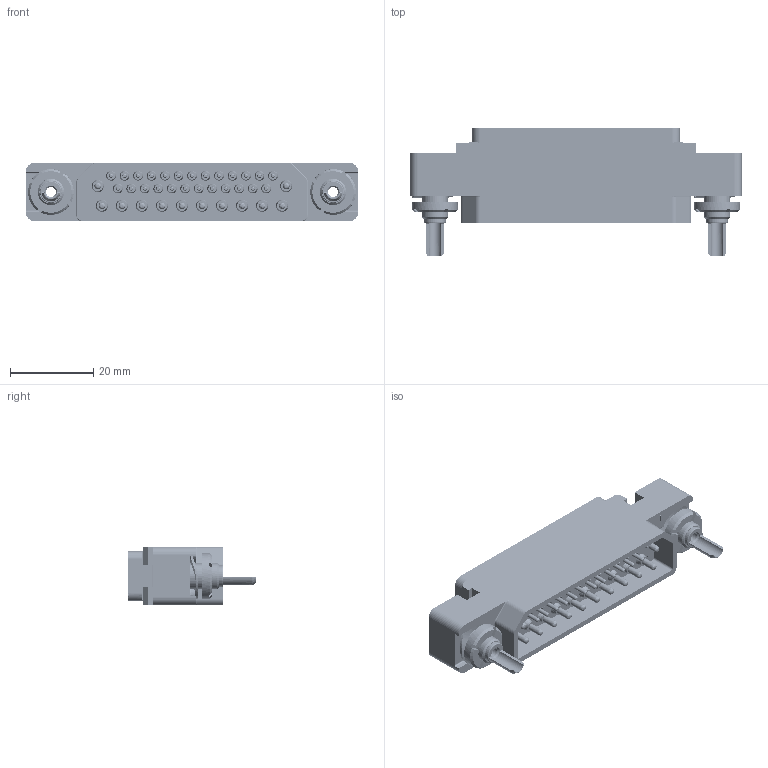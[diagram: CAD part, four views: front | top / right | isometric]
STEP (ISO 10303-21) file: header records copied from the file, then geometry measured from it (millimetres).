
FILE_DESCRIPTION((''),'2;1');
FILE_NAME('1900ND09P1B00B','2019-10-29T',('presta_be4'),(''),'CREO PARAMETRIC BY PTC INC, 2018360','CREO PARAMETRIC BY PTC INC, 2018360','');
FILE_SCHEMA(('CONFIG_CONTROL_DESIGN'));
Products named in the file (1): 1900ND09P1B00B
Bounding box: 80 x 30.8 x 14 mm (x, y, z)
Volume: 13719.3 mm3; surface area: 19967.9 mm2
Topology: 1 solids, 27 shells, 5808 faces, 13282 edges, 7940 vertices
Faces by surface type: cylinder 1816, plane 1786, torus 1114, cone 942, sphere 100, extrusion 26, bspline 24
Entity records: 184951 total; most frequent: CARTESIAN_POINT 50411, DIRECTION 30612, ORIENTED_EDGE 26308, EDGE_CURVE 13154, AXIS2_PLACEMENT_3D 12112, VERTEX_POINT 7940, EDGE_LOOP 6578, VECTOR 6388
